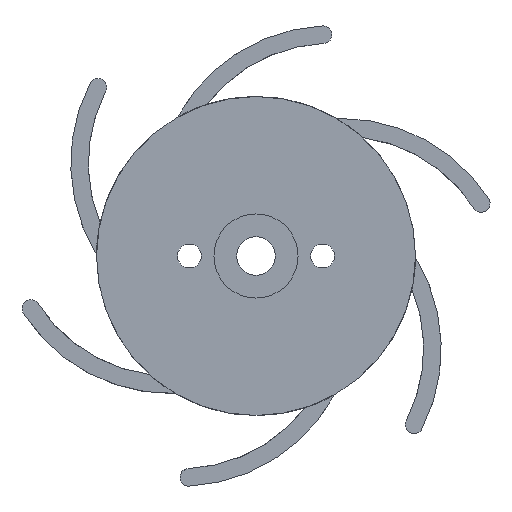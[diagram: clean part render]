
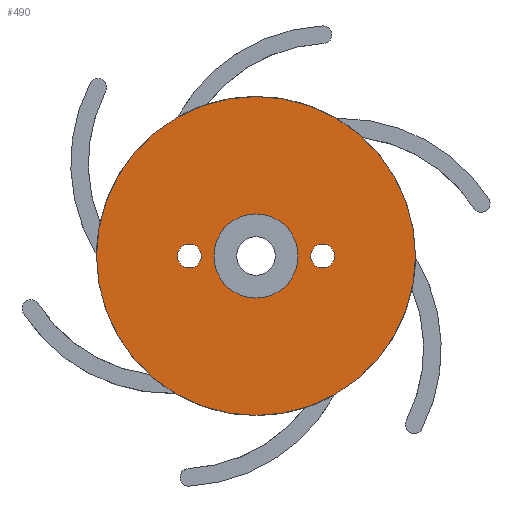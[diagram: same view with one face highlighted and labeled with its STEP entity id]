
A CAD part, front view. The second image highlights one B-rep face of the part: STEP entity #490.
In plain terms, the highlighted planar face has unit normal (0, -1, 0).
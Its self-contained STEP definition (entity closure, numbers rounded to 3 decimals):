
#28 = EDGE_LOOP ( 'NONE', ( #1567, #3099 ) ) ;
#55 = DIRECTION ( 'NONE',  ( 0., 1., 0. ) ) ;
#185 = CIRCLE ( 'NONE', #1978, 6. ) ;
#190 = EDGE_CURVE ( 'NONE', #328, #2517, #2559, .T. ) ;
#191 = DIRECTION ( 'NONE',  ( 0., 0., 1. ) ) ;
#196 = CARTESIAN_POINT ( 'NONE',  ( -9.5, -19., 0. ) ) ;
#215 = CARTESIAN_POINT ( 'NONE',  ( 9.5, -19., -1.7 ) ) ;
#251 = EDGE_CURVE ( 'NONE', #2517, #328, #660, .T. ) ;
#263 = CARTESIAN_POINT ( 'NONE',  ( -6., -19., 0. ) ) ;
#283 = EDGE_CURVE ( 'NONE', #1359, #1667, #2875, .T. ) ;
#296 = AXIS2_PLACEMENT_3D ( 'NONE', #1407, #2605, #396 ) ;
#328 = VERTEX_POINT ( 'NONE', #2621 ) ;
#353 = AXIS2_PLACEMENT_3D ( 'NONE', #1170, #2118, #191 ) ;
#376 = CARTESIAN_POINT ( 'NONE',  ( 0., -19., 0. ) ) ;
#396 = DIRECTION ( 'NONE',  ( 0., 0., 1. ) ) ;
#490 = ADVANCED_FACE ( 'NONE', ( #3147, #501, #1918, #1482 ), #2910, .T. ) ;
#501 = FACE_BOUND ( 'NONE', #28, .T. ) ;
#609 = DIRECTION ( 'NONE',  ( 0., 0., 1. ) ) ;
#660 = CIRCLE ( 'NONE', #296, 1.7 ) ;
#754 = ORIENTED_EDGE ( 'NONE', *, *, #2728, .F. ) ;
#782 = EDGE_LOOP ( 'NONE', ( #1055, #2071 ) ) ;
#793 = CIRCLE ( 'NONE', #1511, 6. ) ;
#837 = AXIS2_PLACEMENT_3D ( 'NONE', #263, #1678, #2663 ) ;
#853 = CARTESIAN_POINT ( 'NONE',  ( 0., -19., 22.75 ) ) ;
#858 = DIRECTION ( 'NONE',  ( 0., 1., 0. ) ) ;
#1033 = DIRECTION ( 'NONE',  ( 0., 1., 0. ) ) ;
#1040 = EDGE_LOOP ( 'NONE', ( #2591, #1222 ) ) ;
#1047 = CIRCLE ( 'NONE', #1455, 22.75 ) ;
#1055 = ORIENTED_EDGE ( 'NONE', *, *, #3083, .T. ) ;
#1073 = CARTESIAN_POINT ( 'NONE',  ( 0., -19., 0. ) ) ;
#1074 = CARTESIAN_POINT ( 'NONE',  ( -9.5, -19., -1.7 ) ) ;
#1151 = DIRECTION ( 'NONE',  ( 0., 0., 1. ) ) ;
#1170 = CARTESIAN_POINT ( 'NONE',  ( -9.5, -19., 0. ) ) ;
#1173 = AXIS2_PLACEMENT_3D ( 'NONE', #2816, #1033, #3035 ) ;
#1185 = CIRCLE ( 'NONE', #2523, 1.7 ) ;
#1200 = CIRCLE ( 'NONE', #3001, 22.75 ) ;
#1222 = ORIENTED_EDGE ( 'NONE', *, *, #1334, .T. ) ;
#1334 = EDGE_CURVE ( 'NONE', #1667, #1359, #1185, .T. ) ;
#1359 = VERTEX_POINT ( 'NONE', #1400 ) ;
#1400 = CARTESIAN_POINT ( 'NONE',  ( -9.5, -19., 1.7 ) ) ;
#1407 = CARTESIAN_POINT ( 'NONE',  ( 9.5, -19., 0. ) ) ;
#1455 = AXIS2_PLACEMENT_3D ( 'NONE', #3029, #55, #2512 ) ;
#1472 = ORIENTED_EDGE ( 'NONE', *, *, #2378, .F. ) ;
#1482 = FACE_OUTER_BOUND ( 'NONE', #2824, .T. ) ;
#1511 = AXIS2_PLACEMENT_3D ( 'NONE', #2819, #2282, #609 ) ;
#1566 = CARTESIAN_POINT ( 'NONE',  ( 0., -19., -22.75 ) ) ;
#1567 = ORIENTED_EDGE ( 'NONE', *, *, #190, .T. ) ;
#1659 = DIRECTION ( 'NONE',  ( 0., 1., 0. ) ) ;
#1667 = VERTEX_POINT ( 'NONE', #1074 ) ;
#1678 = DIRECTION ( 'NONE',  ( 0., -1., 0. ) ) ;
#1723 = EDGE_CURVE ( 'NONE', #2256, #1779, #793, .T. ) ;
#1779 = VERTEX_POINT ( 'NONE', #2557 ) ;
#1918 = FACE_BOUND ( 'NONE', #782, .T. ) ;
#1930 = DIRECTION ( 'NONE',  ( 0., 1., 0. ) ) ;
#1978 = AXIS2_PLACEMENT_3D ( 'NONE', #1073, #858, #2572 ) ;
#2071 = ORIENTED_EDGE ( 'NONE', *, *, #1723, .T. ) ;
#2118 = DIRECTION ( 'NONE',  ( 0., 1., 0. ) ) ;
#2256 = VERTEX_POINT ( 'NONE', #2516 ) ;
#2282 = DIRECTION ( 'NONE',  ( 0., 1., 0. ) ) ;
#2347 = VERTEX_POINT ( 'NONE', #1566 ) ;
#2378 = EDGE_CURVE ( 'NONE', #2347, #2501, #1200, .T. ) ;
#2501 = VERTEX_POINT ( 'NONE', #853 ) ;
#2512 = DIRECTION ( 'NONE',  ( 0., 0., 1. ) ) ;
#2516 = CARTESIAN_POINT ( 'NONE',  ( 0., -19., -6. ) ) ;
#2517 = VERTEX_POINT ( 'NONE', #215 ) ;
#2523 = AXIS2_PLACEMENT_3D ( 'NONE', #196, #1930, #2896 ) ;
#2557 = CARTESIAN_POINT ( 'NONE',  ( 0., -19., 6. ) ) ;
#2559 = CIRCLE ( 'NONE', #1173, 1.7 ) ;
#2572 = DIRECTION ( 'NONE',  ( 0., 0., 1. ) ) ;
#2591 = ORIENTED_EDGE ( 'NONE', *, *, #283, .T. ) ;
#2605 = DIRECTION ( 'NONE',  ( 0., 1., 0. ) ) ;
#2621 = CARTESIAN_POINT ( 'NONE',  ( 9.5, -19., 1.7 ) ) ;
#2663 = DIRECTION ( 'NONE',  ( 0., 0., -1. ) ) ;
#2728 = EDGE_CURVE ( 'NONE', #2501, #2347, #1047, .T. ) ;
#2816 = CARTESIAN_POINT ( 'NONE',  ( 9.5, -19., 0. ) ) ;
#2819 = CARTESIAN_POINT ( 'NONE',  ( 0., -19., 0. ) ) ;
#2824 = EDGE_LOOP ( 'NONE', ( #754, #1472 ) ) ;
#2875 = CIRCLE ( 'NONE', #353, 1.7 ) ;
#2896 = DIRECTION ( 'NONE',  ( 0., 0., 1. ) ) ;
#2910 = PLANE ( 'NONE',  #837 ) ;
#3001 = AXIS2_PLACEMENT_3D ( 'NONE', #376, #1659, #1151 ) ;
#3029 = CARTESIAN_POINT ( 'NONE',  ( 0., -19., 0. ) ) ;
#3035 = DIRECTION ( 'NONE',  ( 0., 0., 1. ) ) ;
#3083 = EDGE_CURVE ( 'NONE', #1779, #2256, #185, .T. ) ;
#3099 = ORIENTED_EDGE ( 'NONE', *, *, #251, .T. ) ;
#3147 = FACE_BOUND ( 'NONE', #1040, .T. ) ;
